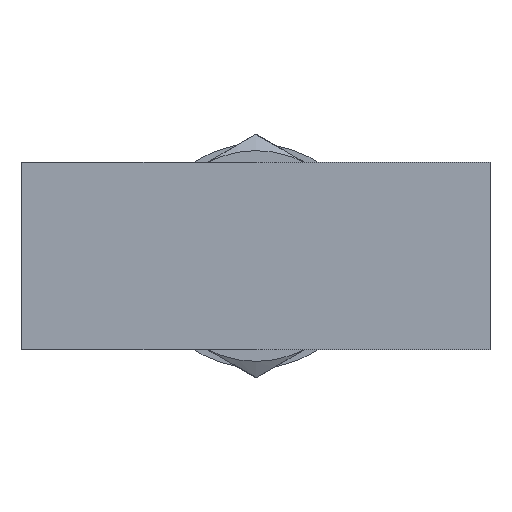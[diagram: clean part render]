
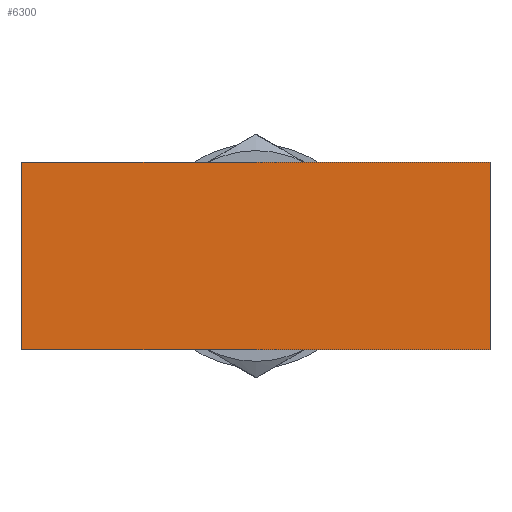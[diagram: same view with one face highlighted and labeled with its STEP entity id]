
A CAD part, left-side view. The second image highlights one B-rep face of the part: STEP entity #6300.
In plain terms, the highlighted planar face has unit normal (-1, 0, 0).
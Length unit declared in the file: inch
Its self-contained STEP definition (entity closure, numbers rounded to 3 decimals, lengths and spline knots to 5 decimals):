
#125 = VERTEX_POINT ( 'NONE', #12001 ) ;
#710 = LINE ( 'NONE', #3826, #1483 ) ;
#1235 = LINE ( 'NONE', #12718, #10838 ) ;
#1483 = VECTOR ( 'NONE', #5415, 39.37008 ) ;
#2151 = LINE ( 'NONE', #12146, #9117 ) ;
#2546 = VECTOR ( 'NONE', #8311, 39.37008 ) ;
#3142 = CARTESIAN_POINT ( 'NONE',  ( -1.125, 0.625, -0.25 ) ) ;
#3211 = ORIENTED_EDGE ( 'NONE', *, *, #5994, .F. ) ;
#3806 = ORIENTED_EDGE ( 'NONE', *, *, #5750, .F. ) ;
#3826 = CARTESIAN_POINT ( 'NONE',  ( -1.125, -0.625, 0.25 ) ) ;
#3836 = DIRECTION ( 'NONE',  ( 0., 0., 1. ) ) ;
#4375 = CARTESIAN_POINT ( 'NONE',  ( -1.125, -0.625, -0.25 ) ) ;
#4544 = LINE ( 'NONE', #9390, #2546 ) ;
#5415 = DIRECTION ( 'NONE',  ( 0., -1., 0. ) ) ;
#5486 = ORIENTED_EDGE ( 'NONE', *, *, #8427, .F. ) ;
#5648 = VERTEX_POINT ( 'NONE', #4375 ) ;
#5750 = EDGE_CURVE ( 'NONE', #11731, #10995, #1235, .T. ) ;
#5951 = AXIS2_PLACEMENT_3D ( 'NONE', #12000, #10888, #6069 ) ;
#5994 = EDGE_CURVE ( 'NONE', #125, #5648, #2151, .T. ) ;
#6069 = DIRECTION ( 'NONE',  ( 0., 0., 1. ) ) ;
#6300 = ADVANCED_FACE ( 'NONE', ( #8401 ), #9769, .T. ) ;
#7286 = CARTESIAN_POINT ( 'NONE',  ( -1.125, 0.625, 0.25 ) ) ;
#8273 = EDGE_LOOP ( 'NONE', ( #5486, #3806, #10661, #3211 ) ) ;
#8311 = DIRECTION ( 'NONE',  ( 0., 1., 0. ) ) ;
#8401 = FACE_OUTER_BOUND ( 'NONE', #8273, .T. ) ;
#8427 = EDGE_CURVE ( 'NONE', #10995, #125, #710, .T. ) ;
#9117 = VECTOR ( 'NONE', #9144, 39.37008 ) ;
#9144 = DIRECTION ( 'NONE',  ( 0., 0., -1. ) ) ;
#9390 = CARTESIAN_POINT ( 'NONE',  ( -1.125, -0.625, -0.25 ) ) ;
#9769 = PLANE ( 'NONE',  #5951 ) ;
#10661 = ORIENTED_EDGE ( 'NONE', *, *, #11965, .F. ) ;
#10838 = VECTOR ( 'NONE', #3836, 39.37008 ) ;
#10888 = DIRECTION ( 'NONE',  ( -1., 0., 0. ) ) ;
#10995 = VERTEX_POINT ( 'NONE', #7286 ) ;
#11731 = VERTEX_POINT ( 'NONE', #3142 ) ;
#11965 = EDGE_CURVE ( 'NONE', #5648, #11731, #4544, .T. ) ;
#12000 = CARTESIAN_POINT ( 'NONE',  ( -1.125, 0.625, 0.25 ) ) ;
#12001 = CARTESIAN_POINT ( 'NONE',  ( -1.125, -0.625, 0.25 ) ) ;
#12146 = CARTESIAN_POINT ( 'NONE',  ( -1.125, -0.625, 0.25 ) ) ;
#12718 = CARTESIAN_POINT ( 'NONE',  ( -1.125, 0.625, 0.25 ) ) ;
